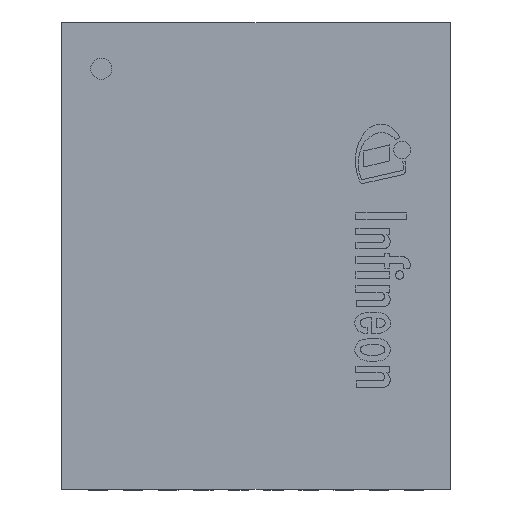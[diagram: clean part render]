
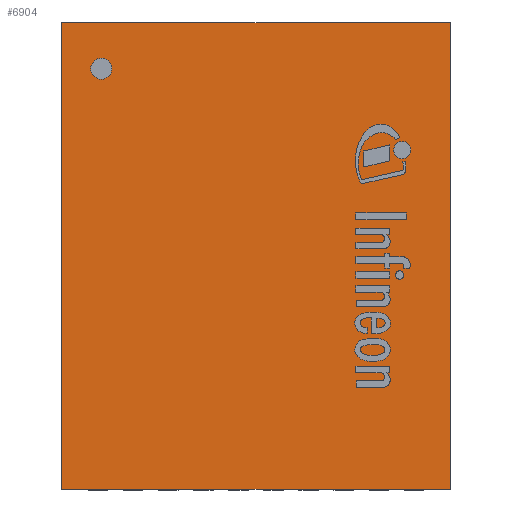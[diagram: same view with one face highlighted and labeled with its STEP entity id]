
A CAD part, top view. The second image highlights one B-rep face of the part: STEP entity #6904.
In plain terms, the highlighted planar face has unit normal (0, 0, 1).
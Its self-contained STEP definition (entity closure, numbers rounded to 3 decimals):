
#150=LINE('',#9806,#983);
#154=LINE('',#9814,#987);
#157=LINE('',#9820,#990);
#160=LINE('',#9825,#993);
#983=VECTOR('',#7901,1.);
#987=VECTOR('',#7907,1.);
#990=VECTOR('',#7912,1.);
#993=VECTOR('',#7917,1.);
#1822=PLANE('',#7362);
#2146=FACE_BOUND('',#2579,.T.);
#2161=FACE_OUTER_BOUND('',#2578,.T.);
#2578=EDGE_LOOP('',(#4837,#4838,#4839,#4840));
#2579=EDGE_LOOP('',(#4841));
#2996=CIRCLE('',#7355,0.135);
#3134=VERTEX_POINT('',#9800);
#3135=VERTEX_POINT('',#9804);
#3136=VERTEX_POINT('',#9805);
#3139=VERTEX_POINT('',#9813);
#3141=VERTEX_POINT('',#9819);
#3808=EDGE_CURVE('',#3134,#3134,#2996,.T.);
#3809=EDGE_CURVE('',#3135,#3136,#150,.T.);
#3813=EDGE_CURVE('',#3139,#3135,#154,.T.);
#3816=EDGE_CURVE('',#3141,#3139,#157,.T.);
#3819=EDGE_CURVE('',#3136,#3141,#160,.T.);
#4837=ORIENTED_EDGE('',*,*,#3819,.F.);
#4838=ORIENTED_EDGE('',*,*,#3809,.F.);
#4839=ORIENTED_EDGE('',*,*,#3813,.F.);
#4840=ORIENTED_EDGE('',*,*,#3816,.F.);
#4841=ORIENTED_EDGE('',*,*,#3808,.T.);
#6904=ADVANCED_FACE('',(#2161,#2146),#1822,.T.);
#7355=AXIS2_PLACEMENT_3D('',#9801,#7895,#7896);
#7362=AXIS2_PLACEMENT_3D('',#9828,#7921,#7922);
#7895=DIRECTION('center_axis',(0.,0.,-1.));
#7896=DIRECTION('ref_axis',(0.,1.,0.));
#7901=DIRECTION('',(1.,0.,0.));
#7907=DIRECTION('',(0.,1.,0.));
#7912=DIRECTION('',(-1.,0.,0.));
#7917=DIRECTION('',(0.,-1.,0.));
#7921=DIRECTION('center_axis',(0.,0.,1.));
#7922=DIRECTION('ref_axis',(0.,-1.,0.));
#9800=CARTESIAN_POINT('',(-1.983,2.264,1.));
#9801=CARTESIAN_POINT('Origin',(-1.983,2.399,1.));
#9804=CARTESIAN_POINT('',(-2.49,2.99,1.));
#9805=CARTESIAN_POINT('',(2.49,2.99,1.));
#9806=CARTESIAN_POINT('',(-2.49,2.99,1.));
#9813=CARTESIAN_POINT('',(-2.49,-2.99,1.));
#9814=CARTESIAN_POINT('',(-2.49,-2.99,1.));
#9819=CARTESIAN_POINT('',(2.49,-2.99,1.));
#9820=CARTESIAN_POINT('',(2.49,-2.99,1.));
#9825=CARTESIAN_POINT('',(2.49,2.99,1.));
#9828=CARTESIAN_POINT('Origin',(0.,0.,
1.));
